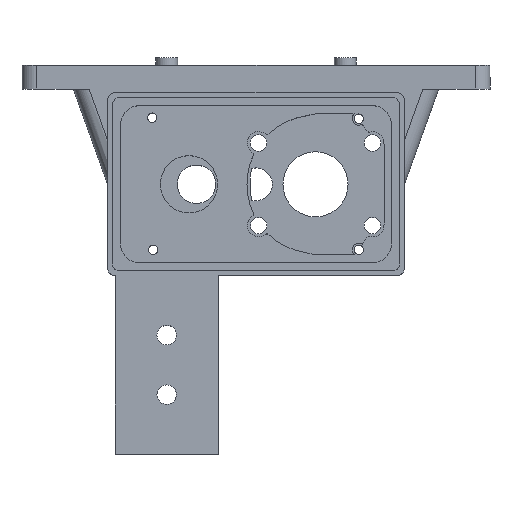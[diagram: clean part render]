
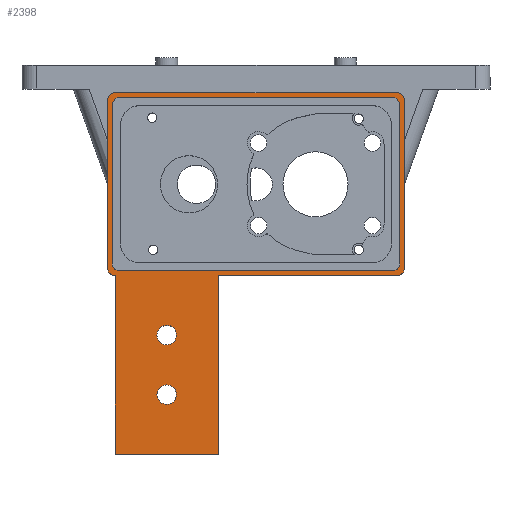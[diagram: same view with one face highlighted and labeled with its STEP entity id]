
A CAD part, top view. The second image highlights one B-rep face of the part: STEP entity #2398.
In plain terms, the highlighted face is planar.
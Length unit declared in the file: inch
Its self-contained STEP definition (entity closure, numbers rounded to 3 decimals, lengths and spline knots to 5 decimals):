
#64=FACE_BOUND('',#764,.T.);
#65=FACE_BOUND('',#765,.T.);
#66=FACE_BOUND('',#766,.T.);
#126=LINE('',#3578,#319);
#130=LINE('',#3592,#323);
#134=LINE('',#3604,#327);
#170=LINE('',#3728,#363);
#176=LINE('',#3745,#369);
#181=LINE('',#3764,#374);
#189=LINE('',#3790,#382);
#190=LINE('',#3793,#383);
#191=LINE('',#3795,#384);
#192=LINE('',#3798,#385);
#193=LINE('',#3802,#386);
#194=LINE('',#3806,#387);
#195=LINE('',#3810,#388);
#196=LINE('',#3814,#389);
#319=VECTOR('',#2833,0.3937);
#323=VECTOR('',#2847,0.3937);
#327=VECTOR('',#2859,0.3937);
#363=VECTOR('',#2991,0.3937);
#369=VECTOR('',#3005,0.3937);
#374=VECTOR('',#3022,0.3937);
#382=VECTOR('',#3054,0.3937);
#383=VECTOR('',#3057,0.3937);
#384=VECTOR('',#3058,0.3937);
#385=VECTOR('',#3061,0.3937);
#386=VECTOR('',#3064,0.3937);
#387=VECTOR('',#3067,0.3937);
#388=VECTOR('',#3070,0.3937);
#389=VECTOR('',#3073,0.3937);
#620=FACE_OUTER_BOUND('',#763,.T.);
#763=EDGE_LOOP('',(#1789,#1790,#1791,#1792,#1793,#1794,#1795,#1796,#1797,
#1798,#1799,#1800,#1801,#1802));
#764=EDGE_LOOP('',(#1803));
#765=EDGE_LOOP('',(#1804));
#766=EDGE_LOOP('',(#1805,#1806,#1807,#1808,#1809,#1810,#1811,#1812));
#882=CIRCLE('',#2539,0.05906);
#884=CIRCLE('',#2543,0.05906);
#910=CIRCLE('',#2607,0.082);
#912=CIRCLE('',#2610,0.082);
#914=CIRCLE('',#2617,0.05906);
#915=CIRCLE('',#2618,0.05906);
#916=CIRCLE('',#2619,0.05906);
#917=CIRCLE('',#2620,0.05906);
#918=CIRCLE('',#2621,0.05906);
#919=CIRCLE('',#2622,0.05906);
#1006=VERTEX_POINT('',#3576);
#1007=VERTEX_POINT('',#3577);
#1010=VERTEX_POINT('',#3585);
#1012=VERTEX_POINT('',#3591);
#1014=VERTEX_POINT('',#3597);
#1016=VERTEX_POINT('',#3603);
#1056=VERTEX_POINT('',#3727);
#1062=VERTEX_POINT('',#3742);
#1063=VERTEX_POINT('',#3744);
#1070=VERTEX_POINT('',#3761);
#1071=VERTEX_POINT('',#3763);
#1074=VERTEX_POINT('',#3771);
#1076=VERTEX_POINT('',#3777);
#1078=VERTEX_POINT('',#3792);
#1079=VERTEX_POINT('',#3794);
#1080=VERTEX_POINT('',#3797);
#1081=VERTEX_POINT('',#3800);
#1082=VERTEX_POINT('',#3801);
#1083=VERTEX_POINT('',#3803);
#1084=VERTEX_POINT('',#3805);
#1085=VERTEX_POINT('',#3807);
#1086=VERTEX_POINT('',#3809);
#1087=VERTEX_POINT('',#3811);
#1088=VERTEX_POINT('',#3813);
#1244=EDGE_CURVE('',#1006,#1007,#126,.T.);
#1248=EDGE_CURVE('',#1010,#1006,#882,.T.);
#1251=EDGE_CURVE('',#1012,#1010,#130,.T.);
#1254=EDGE_CURVE('',#1014,#1012,#884,.T.);
#1257=EDGE_CURVE('',#1016,#1014,#134,.T.);
#1318=EDGE_CURVE('',#1056,#1016,#170,.T.);
#1326=EDGE_CURVE('',#1063,#1062,#176,.T.);
#1335=EDGE_CURVE('',#1070,#1071,#181,.T.);
#1339=EDGE_CURVE('',#1074,#1074,#910,.T.);
#1342=EDGE_CURVE('',#1076,#1076,#912,.T.);
#1349=EDGE_CURVE('',#1062,#1071,#189,.T.);
#1350=EDGE_CURVE('',#1078,#1063,#190,.T.);
#1351=EDGE_CURVE('',#1070,#1079,#191,.T.);
#1352=EDGE_CURVE('',#1079,#1056,#914,.T.);
#1353=EDGE_CURVE('',#1007,#1080,#192,.T.);
#1354=EDGE_CURVE('',#1080,#1078,#915,.T.);
#1355=EDGE_CURVE('',#1081,#1082,#193,.T.);
#1356=EDGE_CURVE('',#1083,#1081,#916,.T.);
#1357=EDGE_CURVE('',#1084,#1083,#194,.T.);
#1358=EDGE_CURVE('',#1085,#1084,#917,.T.);
#1359=EDGE_CURVE('',#1086,#1085,#195,.T.);
#1360=EDGE_CURVE('',#1087,#1086,#918,.T.);
#1361=EDGE_CURVE('',#1088,#1087,#196,.T.);
#1362=EDGE_CURVE('',#1082,#1088,#919,.T.);
#1789=ORIENTED_EDGE('',*,*,#1350,.T.);
#1790=ORIENTED_EDGE('',*,*,#1326,.T.);
#1791=ORIENTED_EDGE('',*,*,#1349,.T.);
#1792=ORIENTED_EDGE('',*,*,#1335,.F.);
#1793=ORIENTED_EDGE('',*,*,#1351,.T.);
#1794=ORIENTED_EDGE('',*,*,#1352,.T.);
#1795=ORIENTED_EDGE('',*,*,#1318,.T.);
#1796=ORIENTED_EDGE('',*,*,#1257,.T.);
#1797=ORIENTED_EDGE('',*,*,#1254,.T.);
#1798=ORIENTED_EDGE('',*,*,#1251,.T.);
#1799=ORIENTED_EDGE('',*,*,#1248,.T.);
#1800=ORIENTED_EDGE('',*,*,#1244,.T.);
#1801=ORIENTED_EDGE('',*,*,#1353,.T.);
#1802=ORIENTED_EDGE('',*,*,#1354,.T.);
#1803=ORIENTED_EDGE('',*,*,#1342,.F.);
#1804=ORIENTED_EDGE('',*,*,#1339,.F.);
#1805=ORIENTED_EDGE('',*,*,#1355,.F.);
#1806=ORIENTED_EDGE('',*,*,#1356,.F.);
#1807=ORIENTED_EDGE('',*,*,#1357,.F.);
#1808=ORIENTED_EDGE('',*,*,#1358,.F.);
#1809=ORIENTED_EDGE('',*,*,#1359,.F.);
#1810=ORIENTED_EDGE('',*,*,#1360,.F.);
#1811=ORIENTED_EDGE('',*,*,#1361,.F.);
#1812=ORIENTED_EDGE('',*,*,#1362,.F.);
#2325=PLANE('',#2616);
#2398=ADVANCED_FACE('',(#620,#64,#65,#66),#2325,.T.);
#2539=AXIS2_PLACEMENT_3D('',#3586,#2840,#2841);
#2543=AXIS2_PLACEMENT_3D('',#3598,#2852,#2853);
#2607=AXIS2_PLACEMENT_3D('',#3772,#3030,#3031);
#2610=AXIS2_PLACEMENT_3D('',#3778,#3037,#3038);
#2616=AXIS2_PLACEMENT_3D('',#3791,#3055,#3056);
#2617=AXIS2_PLACEMENT_3D('',#3796,#3059,#3060);
#2618=AXIS2_PLACEMENT_3D('',#3799,#3062,#3063);
#2619=AXIS2_PLACEMENT_3D('',#3804,#3065,#3066);
#2620=AXIS2_PLACEMENT_3D('',#3808,#3068,#3069);
#2621=AXIS2_PLACEMENT_3D('',#3812,#3071,#3072);
#2622=AXIS2_PLACEMENT_3D('',#3815,#3074,#3075);
#2833=DIRECTION('',(0.,1.,0.));
#2840=DIRECTION('center_axis',(0.,0.,
-1.));
#2841=DIRECTION('ref_axis',(0.,-1.,0.));
#2847=DIRECTION('',(-1.,0.,0.));
#2852=DIRECTION('center_axis',(0.,0.,
-1.));
#2853=DIRECTION('ref_axis',(1.,0.,0.));
#2859=DIRECTION('',(0.,-1.,0.));
#2991=DIRECTION('',(0.,-1.,0.));
#3005=DIRECTION('',(0.,1.,0.));
#3022=DIRECTION('',(0.,1.,0.));
#3030=DIRECTION('center_axis',(0.,0.,
-1.));
#3031=DIRECTION('ref_axis',(-1.,0.,0.));
#3037=DIRECTION('center_axis',(0.,0.,
-1.));
#3038=DIRECTION('ref_axis',(-1.,0.,0.));
#3054=DIRECTION('',(1.,0.,0.));
#3055=DIRECTION('center_axis',(0.,0.,
-1.));
#3056=DIRECTION('ref_axis',(-1.,0.,0.));
#3057=DIRECTION('',(1.,0.,0.));
#3058=DIRECTION('',(1.,0.,0.));
#3059=DIRECTION('center_axis',(0.,0.,
-1.));
#3060=DIRECTION('ref_axis',(0.,1.,0.));
#3061=DIRECTION('',(0.,1.,0.));
#3062=DIRECTION('center_axis',(0.,0.,
-1.));
#3063=DIRECTION('ref_axis',(-1.,0.,0.));
#3064=DIRECTION('',(0.,1.,0.));
#3065=DIRECTION('center_axis',(0.,0.,
-1.));
#3066=DIRECTION('ref_axis',(-0.707,-0.707,0.));
#3067=DIRECTION('',(-1.,0.,0.));
#3068=DIRECTION('center_axis',(0.,0.,
-1.));
#3069=DIRECTION('ref_axis',(0.707,-0.707,0.));
#3070=DIRECTION('',(0.,-1.,0.));
#3071=DIRECTION('center_axis',(0.,0.,
-1.));
#3072=DIRECTION('ref_axis',(0.707,0.707,0.));
#3073=DIRECTION('',(1.,0.,0.));
#3074=DIRECTION('center_axis',(0.,0.,
-1.));
#3075=DIRECTION('ref_axis',(-0.707,0.707,0.));
#3576=CARTESIAN_POINT('',(-2.88454,-0.77168,0.60517));
#3577=CARTESIAN_POINT('',(-2.88454,-0.40138,0.60517));
#3578=CARTESIAN_POINT('',(-2.88454,-0.77168,0.60517));
#3585=CARTESIAN_POINT('',(-2.82549,-0.83074,0.60517));
#3586=CARTESIAN_POINT('Origin',(-2.82549,-0.77168,0.60517));
#3591=CARTESIAN_POINT('',(-0.45147,-0.83074,0.60517));
#3592=CARTESIAN_POINT('',(-0.45147,-0.83074,0.60517));
#3597=CARTESIAN_POINT('',(-0.39242,-0.77168,0.60517));
#3598=CARTESIAN_POINT('Origin',(-0.45147,-0.77168,0.60517));
#3603=CARTESIAN_POINT('',(-0.39242,-0.40138,0.60517));
#3604=CARTESIAN_POINT('',(-0.39242,0.64564,0.60517));
#3727=CARTESIAN_POINT('',(-0.39242,0.64564,0.60517));
#3728=CARTESIAN_POINT('',(-0.39242,0.64564,0.60517));
#3742=CARTESIAN_POINT('',(-2.82103,2.2047,0.60517));
#3744=CARTESIAN_POINT('',(-2.82103,0.7047,0.60517));
#3745=CARTESIAN_POINT('',(-2.82103,0.7047,0.60517));
#3761=CARTESIAN_POINT('',(-1.95603,0.7047,0.60517));
#3763=CARTESIAN_POINT('',(-1.95603,2.2047,0.60517));
#3764=CARTESIAN_POINT('',(-1.95603,0.7047,0.60517));
#3771=CARTESIAN_POINT('',(-2.30653,1.7047,0.60517));
#3772=CARTESIAN_POINT('Origin',(-2.38853,1.7047,0.60517));
#3777=CARTESIAN_POINT('',(-2.30653,1.2047,0.60517));
#3778=CARTESIAN_POINT('Origin',(-2.38853,1.2047,0.60517));
#3790=CARTESIAN_POINT('',(-2.82103,2.2047,0.60517));
#3791=CARTESIAN_POINT('Origin',(-1.63848,-0.06302,0.60517));
#3792=CARTESIAN_POINT('',(-2.82549,0.7047,0.60517));
#3793=CARTESIAN_POINT('',(-2.82549,0.7047,0.60517));
#3794=CARTESIAN_POINT('',(-0.45147,0.7047,0.60517));
#3795=CARTESIAN_POINT('',(-2.82549,0.7047,0.60517));
#3796=CARTESIAN_POINT('Origin',(-0.45147,0.64564,0.60517));
#3797=CARTESIAN_POINT('',(-2.88454,0.64564,0.60517));
#3798=CARTESIAN_POINT('',(-2.88454,-0.77168,0.60517));
#3799=CARTESIAN_POINT('Origin',(-2.82549,0.64564,0.60517));
#3800=CARTESIAN_POINT('',(-2.84517,-0.73231,0.60517));
#3801=CARTESIAN_POINT('',(-2.84517,0.60627,0.60517));
#3802=CARTESIAN_POINT('',(-2.84517,-0.42719,0.60517));
#3803=CARTESIAN_POINT('',(-2.78612,-0.79136,0.60517));
#3804=CARTESIAN_POINT('Origin',(-2.78612,-0.73231,0.60517));
#3805=CARTESIAN_POINT('',(-0.49084,-0.79136,0.60517));
#3806=CARTESIAN_POINT('',(-1.03513,-0.79136,0.60517));
#3807=CARTESIAN_POINT('',(-0.43179,-0.73231,0.60517));
#3808=CARTESIAN_POINT('Origin',(-0.49084,-0.73231,0.60517));
#3809=CARTESIAN_POINT('',(-0.43179,0.60627,0.60517));
#3810=CARTESIAN_POINT('',(-0.43179,0.30115,0.60517));
#3811=CARTESIAN_POINT('',(-0.49084,0.66533,0.60517));
#3812=CARTESIAN_POINT('Origin',(-0.49084,0.60627,0.60517));
#3813=CARTESIAN_POINT('',(-2.78612,0.66533,0.60517));
#3814=CARTESIAN_POINT('',(-2.24183,0.66533,0.60517));
#3815=CARTESIAN_POINT('Origin',(-2.78612,0.60627,0.60517));
